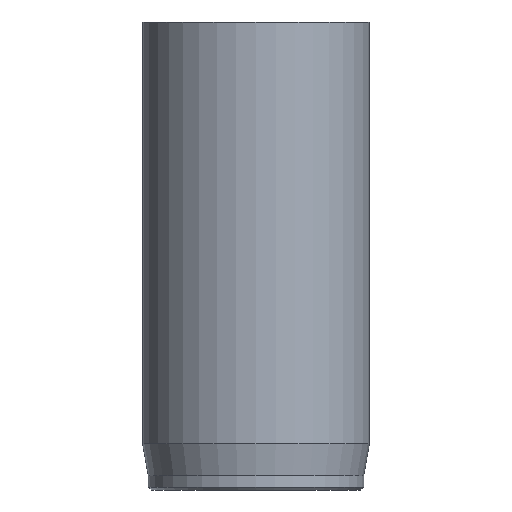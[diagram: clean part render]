
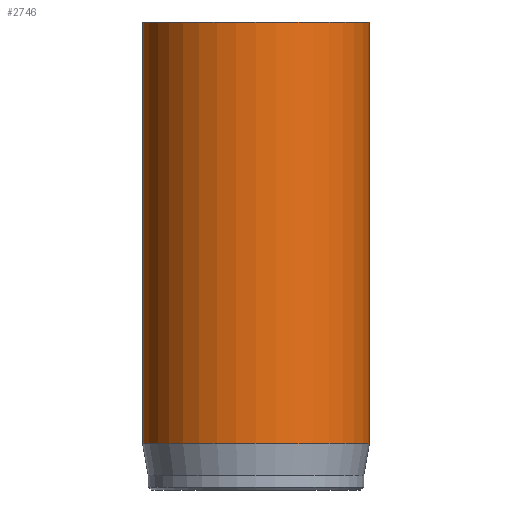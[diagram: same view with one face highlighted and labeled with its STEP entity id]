
A CAD part, front view. The second image highlights one B-rep face of the part: STEP entity #2746.
In plain terms, the highlighted cylindrical face has radius 8 mm (diameter 16 mm), a full revolution.
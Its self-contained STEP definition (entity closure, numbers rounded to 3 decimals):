
#44=CYLINDRICAL_SURFACE('',#2918,8.);
#62=CIRCLE('',#2916,8.);
#63=CIRCLE('',#2917,8.);
#64=CIRCLE('',#2919,8.);
#430=FACE_OUTER_BOUND('',#585,.T.);
#585=EDGE_LOOP('',(#2217,#2218,#2219,#2220,#2221));
#790=LINE('',#4665,#1006);
#1006=VECTOR('',#3231,8.);
#1259=VERTEX_POINT('',#4657);
#1260=VERTEX_POINT('',#4658);
#1261=VERTEX_POINT('',#4663);
#1620=EDGE_CURVE('',#1259,#1260,#62,.T.);
#1621=EDGE_CURVE('',#1260,#1259,#63,.T.);
#1623=EDGE_CURVE('',#1261,#1261,#64,.T.);
#1624=EDGE_CURVE('',#1261,#1259,#790,.T.);
#2217=ORIENTED_EDGE('',*,*,#1623,.T.);
#2218=ORIENTED_EDGE('',*,*,#1624,.T.);
#2219=ORIENTED_EDGE('',*,*,#1620,.T.);
#2220=ORIENTED_EDGE('',*,*,#1621,.T.);
#2221=ORIENTED_EDGE('',*,*,#1624,.F.);
#2746=ADVANCED_FACE('',(#430),#44,.T.);
#2916=AXIS2_PLACEMENT_3D('',#4659,#3222,#3223);
#2917=AXIS2_PLACEMENT_3D('',#4660,#3224,#3225);
#2918=AXIS2_PLACEMENT_3D('',#4662,#3227,#3228);
#2919=AXIS2_PLACEMENT_3D('',#4664,#3229,#3230);
#3222=DIRECTION('center_axis',(0.,0.,1.));
#3223=DIRECTION('ref_axis',(-1.,0.,0.));
#3224=DIRECTION('center_axis',(0.,0.,1.));
#3225=DIRECTION('ref_axis',(-1.,0.,0.));
#3227=DIRECTION('center_axis',(0.,0.,1.));
#3228=DIRECTION('ref_axis',(-1.,0.,0.));
#3229=DIRECTION('center_axis',(0.,0.,-1.));
#3230=DIRECTION('ref_axis',(-1.,0.,0.));
#3231=DIRECTION('',(0.,0.,-1.));
#4657=CARTESIAN_POINT('',(8.,0.,3.269));
#4658=CARTESIAN_POINT('',(-8.,0.,3.269));
#4659=CARTESIAN_POINT('Origin',(0.,0.,3.269));
#4660=CARTESIAN_POINT('Origin',(0.,0.,3.269));
#4662=CARTESIAN_POINT('Origin',(0.,0.,0.));
#4663=CARTESIAN_POINT('',(8.,0.,33.));
#4664=CARTESIAN_POINT('Origin',(0.,0.,33.));
#4665=CARTESIAN_POINT('',(8.,0.,0.));
